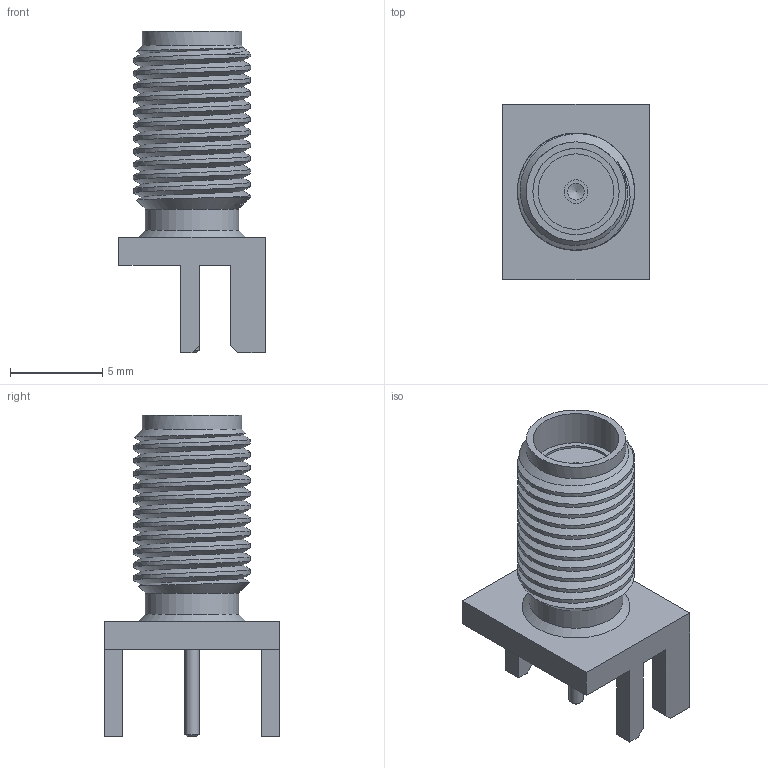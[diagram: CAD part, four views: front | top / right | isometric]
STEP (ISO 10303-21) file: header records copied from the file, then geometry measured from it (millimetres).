
FILE_DESCRIPTION( ( 'STEP AP214' ), '1' );
FILE_NAME( 'psolqas07445752418.stp', '2018-09-25T05:44:57', ( '' ), ( '' ), ' ', 'PARTsolutions', ' ' );
FILE_SCHEMA( ( 'AUTOMOTIVE_DESIGN { 1 0 10303 214 1 1 1 1 }' ) );
Length unit declared in the file: metre
Products named in the file (1): 1
Bounding box: 7.92 x 9.53 x 17.45 mm (x, y, z)
Volume: 402.3 mm3; surface area: 654.2 mm2
Topology: 1 solids, 1 shells, 50 faces, 118 edges, 77 vertices
Faces by surface type: plane 31, cylinder 9, cone 8, bspline 2
Full cylindrical faces by diameter (mm): 0.762 x1, 0.914 x1, 1.27 x2, 4.089 x1, 4.674 x1, 5.08 x1, 5.385 x1
Entity records: 3066 total; most frequent: CARTESIAN_POINT 1616, DIRECTION 208, ORIENTED_EDGE 192, EDGE_CURVE 96, VERTEX_POINT 72, AXIS2_PLACEMENT_3D 71, EDGE_LOOP 71, LINE 66
